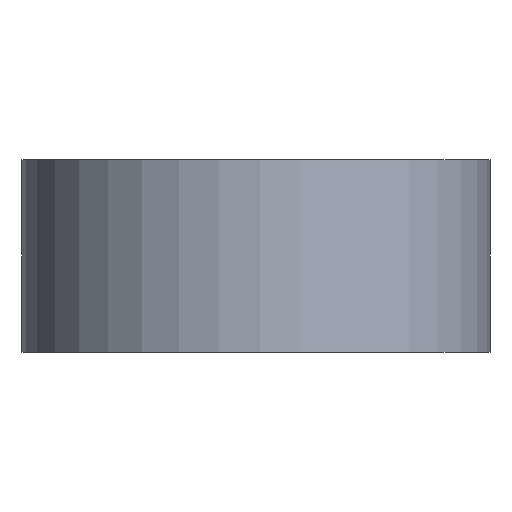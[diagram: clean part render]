
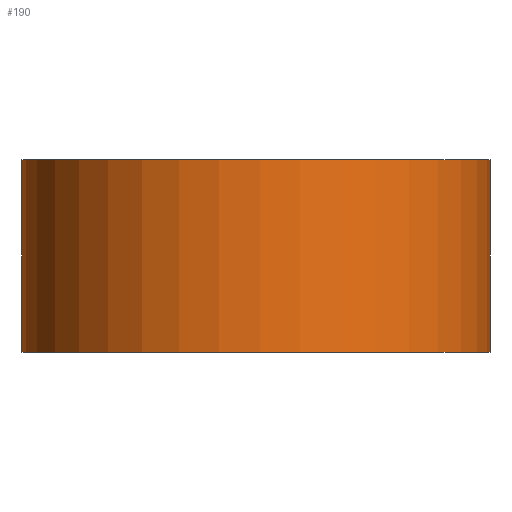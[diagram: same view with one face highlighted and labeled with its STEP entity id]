
A CAD part, front view. The second image highlights one B-rep face of the part: STEP entity #190.
In plain terms, the highlighted cylindrical face has radius 6.075 mm (diameter 12.15 mm), a partial arc.
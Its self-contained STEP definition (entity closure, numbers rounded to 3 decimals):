
#23=FACE_OUTER_BOUND('',#34,.T.);
#34=EDGE_LOOP('',(#143,#144,#145,#146));
#45=LINE('',#337,#56);
#46=LINE('',#343,#57);
#56=VECTOR('',#274,10.);
#57=VECTOR('',#281,10.);
#72=CIRCLE('',#226,6.075);
#73=CIRCLE('',#227,6.075);
#88=VERTEX_POINT('',#333);
#89=VERTEX_POINT('',#335);
#90=VERTEX_POINT('',#339);
#91=VERTEX_POINT('',#341);
#111=EDGE_CURVE('',#88,#89,#45,.T.);
#112=EDGE_CURVE('',#90,#88,#72,.T.);
#113=EDGE_CURVE('',#91,#89,#73,.T.);
#114=EDGE_CURVE('',#90,#91,#46,.T.);
#143=ORIENTED_EDGE('',*,*,#112,.T.);
#144=ORIENTED_EDGE('',*,*,#111,.T.);
#145=ORIENTED_EDGE('',*,*,#113,.F.);
#146=ORIENTED_EDGE('',*,*,#114,.F.);
#182=CYLINDRICAL_SURFACE('',#225,6.075);
#190=ADVANCED_FACE('',(#23),#182,.T.);
#225=AXIS2_PLACEMENT_3D('',#338,#275,#276);
#226=AXIS2_PLACEMENT_3D('',#340,#277,#278);
#227=AXIS2_PLACEMENT_3D('',#342,#279,#280);
#274=DIRECTION('',(0.,0.,1.));
#275=DIRECTION('center_axis',(0.,0.,1.));
#276=DIRECTION('ref_axis',(0.016,-1.,0.));
#277=DIRECTION('center_axis',(0.,0.,1.));
#278=DIRECTION('ref_axis',(1.,0.,0.));
#279=DIRECTION('center_axis',(0.,0.,1.));
#280=DIRECTION('ref_axis',(1.,0.,0.));
#281=DIRECTION('',(0.,0.,1.));
#333=CARTESIAN_POINT('',(5.963,1.159,0.));
#335=CARTESIAN_POINT('',(5.963,1.159,5.));
#337=CARTESIAN_POINT('',(5.963,1.159,0.));
#338=CARTESIAN_POINT('Origin',(0.,0.,0.));
#339=CARTESIAN_POINT('',(-5.997,0.973,0.));
#340=CARTESIAN_POINT('Origin',(0.,0.,0.));
#341=CARTESIAN_POINT('',(-5.997,0.973,5.));
#342=CARTESIAN_POINT('Origin',(0.,0.,5.));
#343=CARTESIAN_POINT('',(-5.997,0.973,0.));
